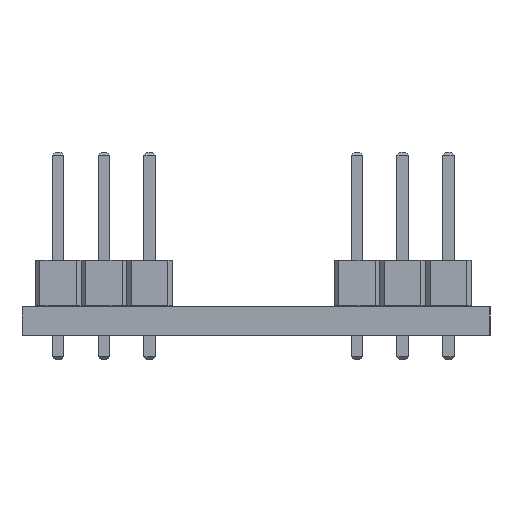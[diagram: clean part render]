
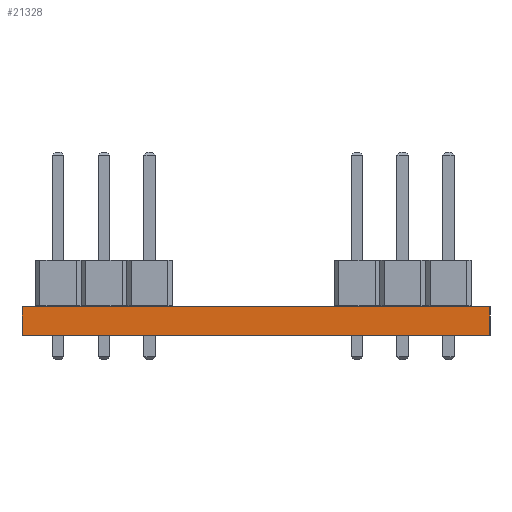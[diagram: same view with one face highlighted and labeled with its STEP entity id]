
A CAD part, left-side view. The second image highlights one B-rep face of the part: STEP entity #21328.
In plain terms, the highlighted planar face has unit normal (-1, 0, 0).
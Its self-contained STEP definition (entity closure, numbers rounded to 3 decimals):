
#4951 = PLANE('',#4952);
#4952 = AXIS2_PLACEMENT_3D('',#4953,#4954,#4955);
#4953 = CARTESIAN_POINT('',(72.856,13.,1.6));
#4954 = DIRECTION('',(-0.,-0.,-1.));
#4955 = DIRECTION('',(-1.,0.,0.));
#5005 = PLANE('',#5006);
#5006 = AXIS2_PLACEMENT_3D('',#5007,#5008,#5009);
#5007 = CARTESIAN_POINT('',(72.856,13.,0.));
#5008 = DIRECTION('',(-0.,-0.,-1.));
#5009 = DIRECTION('',(-1.,0.,0.));
#5038 = PLANE('',#5039);
#5039 = AXIS2_PLACEMENT_3D('',#5040,#5041,#5042);
#5040 = CARTESIAN_POINT('',(0.,26.,0.));
#5041 = DIRECTION('',(0.,1.,0.));
#5042 = DIRECTION('',(1.,0.,0.));
#6010 = VERTEX_POINT('',#6011);
#6011 = CARTESIAN_POINT('',(0.,-0.,0.));
#6025 = PLANE('',#6026);
#6026 = AXIS2_PLACEMENT_3D('',#6027,#6028,#6029);
#6027 = CARTESIAN_POINT('',(141.04,0.,0.));
#6028 = DIRECTION('',(0.,-1.,0.));
#6029 = DIRECTION('',(-1.,0.,0.));
#6037 = EDGE_CURVE('',#6010,#6038,#6040,.T.);
#6038 = VERTEX_POINT('',#6039);
#6039 = CARTESIAN_POINT('',(0.,26.,0.));
#6040 = SURFACE_CURVE('',#6041,(#6045,#6052),.PCURVE_S1.);
#6041 = LINE('',#6042,#6043);
#6042 = CARTESIAN_POINT('',(0.,-0.,0.));
#6043 = VECTOR('',#6044,1.);
#6044 = DIRECTION('',(0.,1.,0.));
#6045 = PCURVE('',#5005,#6046);
#6046 = DEFINITIONAL_REPRESENTATION('',(#6047),#6051);
#6047 = LINE('',#6048,#6049);
#6048 = CARTESIAN_POINT('',(72.856,-13.));
#6049 = VECTOR('',#6050,1.);
#6050 = DIRECTION('',(0.,1.));
#6051 = ( GEOMETRIC_REPRESENTATION_CONTEXT(2) 
PARAMETRIC_REPRESENTATION_CONTEXT() REPRESENTATION_CONTEXT('2D SPACE',''
  ) );
#6052 = PCURVE('',#6053,#6058);
#6053 = PLANE('',#6054);
#6054 = AXIS2_PLACEMENT_3D('',#6055,#6056,#6057);
#6055 = CARTESIAN_POINT('',(0.,0.,0.));
#6056 = DIRECTION('',(-1.,0.,0.));
#6057 = DIRECTION('',(0.,1.,0.));
#6058 = DEFINITIONAL_REPRESENTATION('',(#6059),#6063);
#6059 = LINE('',#6060,#6061);
#6060 = CARTESIAN_POINT('',(0.,0.));
#6061 = VECTOR('',#6062,1.);
#6062 = DIRECTION('',(1.,0.));
#6063 = ( GEOMETRIC_REPRESENTATION_CONTEXT(2) 
PARAMETRIC_REPRESENTATION_CONTEXT() REPRESENTATION_CONTEXT('2D SPACE',''
  ) );
#14688 = VERTEX_POINT('',#14689);
#14689 = CARTESIAN_POINT('',(0.,0.,1.6));
#14710 = EDGE_CURVE('',#14688,#14711,#14713,.T.);
#14711 = VERTEX_POINT('',#14712);
#14712 = CARTESIAN_POINT('',(0.,26.,1.6));
#14713 = SURFACE_CURVE('',#14714,(#14718,#14725),.PCURVE_S1.);
#14714 = LINE('',#14715,#14716);
#14715 = CARTESIAN_POINT('',(0.,0.,1.6));
#14716 = VECTOR('',#14717,1.);
#14717 = DIRECTION('',(0.,1.,0.));
#14718 = PCURVE('',#4951,#14719);
#14719 = DEFINITIONAL_REPRESENTATION('',(#14720),#14724);
#14720 = LINE('',#14721,#14722);
#14721 = CARTESIAN_POINT('',(72.856,-13.));
#14722 = VECTOR('',#14723,1.);
#14723 = DIRECTION('',(0.,1.));
#14724 = ( GEOMETRIC_REPRESENTATION_CONTEXT(2) 
PARAMETRIC_REPRESENTATION_CONTEXT() REPRESENTATION_CONTEXT('2D SPACE',''
  ) );
#14725 = PCURVE('',#6053,#14726);
#14726 = DEFINITIONAL_REPRESENTATION('',(#14727),#14731);
#14727 = LINE('',#14728,#14729);
#14728 = CARTESIAN_POINT('',(0.,-1.6));
#14729 = VECTOR('',#14730,1.);
#14730 = DIRECTION('',(1.,0.));
#14731 = ( GEOMETRIC_REPRESENTATION_CONTEXT(2) 
PARAMETRIC_REPRESENTATION_CONTEXT() REPRESENTATION_CONTEXT('2D SPACE',''
  ) );
#21278 = EDGE_CURVE('',#6038,#14711,#21279,.T.);
#21279 = SURFACE_CURVE('',#21280,(#21284,#21291),.PCURVE_S1.);
#21280 = LINE('',#21281,#21282);
#21281 = CARTESIAN_POINT('',(0.,26.,0.));
#21282 = VECTOR('',#21283,1.);
#21283 = DIRECTION('',(0.,0.,1.));
#21284 = PCURVE('',#5038,#21285);
#21285 = DEFINITIONAL_REPRESENTATION('',(#21286),#21290);
#21286 = LINE('',#21287,#21288);
#21287 = CARTESIAN_POINT('',(0.,0.));
#21288 = VECTOR('',#21289,1.);
#21289 = DIRECTION('',(0.,-1.));
#21290 = ( GEOMETRIC_REPRESENTATION_CONTEXT(2) 
PARAMETRIC_REPRESENTATION_CONTEXT() REPRESENTATION_CONTEXT('2D SPACE',''
  ) );
#21291 = PCURVE('',#6053,#21292);
#21292 = DEFINITIONAL_REPRESENTATION('',(#21293),#21297);
#21293 = LINE('',#21294,#21295);
#21294 = CARTESIAN_POINT('',(26.,0.));
#21295 = VECTOR('',#21296,1.);
#21296 = DIRECTION('',(0.,-1.));
#21297 = ( GEOMETRIC_REPRESENTATION_CONTEXT(2) 
PARAMETRIC_REPRESENTATION_CONTEXT() REPRESENTATION_CONTEXT('2D SPACE',''
  ) );
#21328 = ADVANCED_FACE('',(#21329),#6053,.T.);
#21329 = FACE_BOUND('',#21330,.T.);
#21330 = EDGE_LOOP('',(#21331,#21352,#21353,#21354));
#21331 = ORIENTED_EDGE('',*,*,#21332,.T.);
#21332 = EDGE_CURVE('',#6010,#14688,#21333,.T.);
#21333 = SURFACE_CURVE('',#21334,(#21338,#21345),.PCURVE_S1.);
#21334 = LINE('',#21335,#21336);
#21335 = CARTESIAN_POINT('',(0.,-0.,0.));
#21336 = VECTOR('',#21337,1.);
#21337 = DIRECTION('',(0.,0.,1.));
#21338 = PCURVE('',#6053,#21339);
#21339 = DEFINITIONAL_REPRESENTATION('',(#21340),#21344);
#21340 = LINE('',#21341,#21342);
#21341 = CARTESIAN_POINT('',(0.,0.));
#21342 = VECTOR('',#21343,1.);
#21343 = DIRECTION('',(0.,-1.));
#21344 = ( GEOMETRIC_REPRESENTATION_CONTEXT(2) 
PARAMETRIC_REPRESENTATION_CONTEXT() REPRESENTATION_CONTEXT('2D SPACE',''
  ) );
#21345 = PCURVE('',#6025,#21346);
#21346 = DEFINITIONAL_REPRESENTATION('',(#21347),#21351);
#21347 = LINE('',#21348,#21349);
#21348 = CARTESIAN_POINT('',(141.04,0.));
#21349 = VECTOR('',#21350,1.);
#21350 = DIRECTION('',(0.,-1.));
#21351 = ( GEOMETRIC_REPRESENTATION_CONTEXT(2) 
PARAMETRIC_REPRESENTATION_CONTEXT() REPRESENTATION_CONTEXT('2D SPACE',''
  ) );
#21352 = ORIENTED_EDGE('',*,*,#14710,.T.);
#21353 = ORIENTED_EDGE('',*,*,#21278,.F.);
#21354 = ORIENTED_EDGE('',*,*,#6037,.F.);
